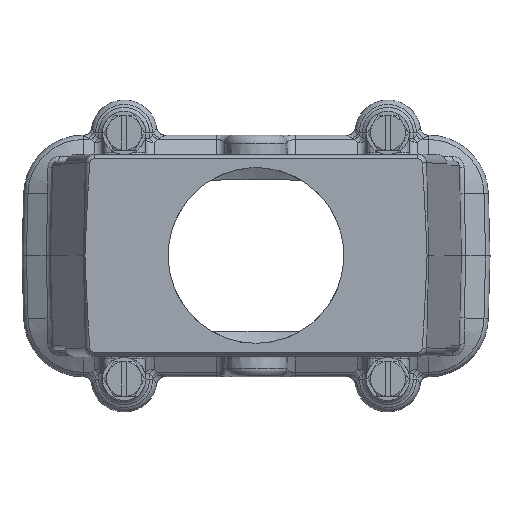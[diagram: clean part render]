
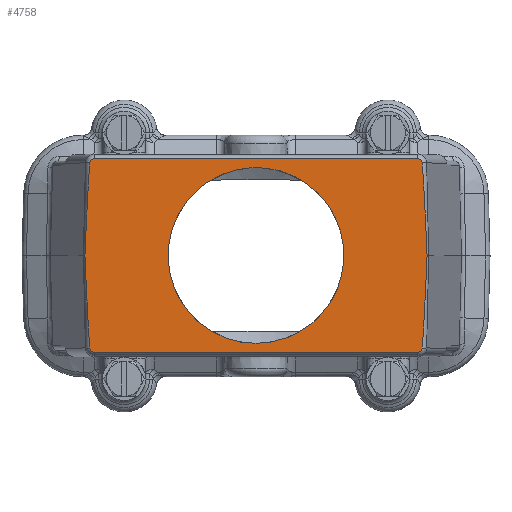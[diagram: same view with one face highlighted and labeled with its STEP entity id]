
A CAD part, top view. The second image highlights one B-rep face of the part: STEP entity #4758.
In plain terms, the highlighted planar face has unit normal (0, 0, 1).
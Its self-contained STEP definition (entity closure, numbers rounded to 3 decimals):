
#3878=ELLIPSE('',#16362,76.422,2.);
#3880=ELLIPSE('',#16365,76.422,2.);
#3882=ELLIPSE('',#16389,76.422,2.);
#3883=ELLIPSE('',#16391,76.422,2.);
#4041=FACE_BOUND('',#6319,.T.);
#4042=FACE_BOUND('',#6320,.T.);
#4758=ADVANCED_FACE('',(#4041,#4042),#5028,.T.);
#5028=PLANE('',#17279);
#6319=EDGE_LOOP('',(#9173));
#6320=EDGE_LOOP('',(#9174,#9175,#9176,#9177,#9178,#9179,#9180,#9181,#9182,
#9183));
#9173=ORIENTED_EDGE('',*,*,#11868,.F.);
#9174=ORIENTED_EDGE('',*,*,#10651,.T.);
#9175=ORIENTED_EDGE('',*,*,#10657,.F.);
#9176=ORIENTED_EDGE('',*,*,#10663,.F.);
#9177=ORIENTED_EDGE('',*,*,#10665,.F.);
#9178=ORIENTED_EDGE('',*,*,#10659,.F.);
#9179=ORIENTED_EDGE('',*,*,#10653,.F.);
#9180=ORIENTED_EDGE('',*,*,#10647,.F.);
#9181=ORIENTED_EDGE('',*,*,#10641,.F.);
#9182=ORIENTED_EDGE('',*,*,#10638,.F.);
#9183=ORIENTED_EDGE('',*,*,#10645,.T.);
#9666=VERTEX_POINT('',#21407);
#9668=VERTEX_POINT('',#21410);
#9670=VERTEX_POINT('',#21416);
#9672=VERTEX_POINT('',#21422);
#9674=VERTEX_POINT('',#21428);
#9676=VERTEX_POINT('',#21434);
#9678=VERTEX_POINT('',#21440);
#9680=VERTEX_POINT('',#21446);
#9682=VERTEX_POINT('',#21452);
#9684=VERTEX_POINT('',#21458);
#10362=VERTEX_POINT('',#30796);
#10638=EDGE_CURVE('',#9666,#9668,#3878,.T.);
#10641=EDGE_CURVE('',#9668,#9670,#3880,.T.);
#10645=EDGE_CURVE('',#9666,#9672,#12347,.T.);
#10647=EDGE_CURVE('',#9670,#9674,#12349,.T.);
#10651=EDGE_CURVE('',#9672,#9676,#13204,.T.);
#10653=EDGE_CURVE('',#9674,#9678,#13206,.T.);
#10657=EDGE_CURVE('',#9680,#9676,#12355,.T.);
#10659=EDGE_CURVE('',#9678,#9682,#12357,.T.);
#10663=EDGE_CURVE('',#9684,#9680,#3882,.T.);
#10665=EDGE_CURVE('',#9682,#9684,#3883,.T.);
#11868=EDGE_CURVE('',#10362,#10362,#12702,.T.);
#12347=CIRCLE('',#16369,1.);
#12349=CIRCLE('',#16372,1.);
#12355=CIRCLE('',#16381,1.);
#12357=CIRCLE('',#16384,1.);
#12702=CIRCLE('',#17278,20.);
#13204=LINE('',#21436,#14015);
#13206=LINE('',#21439,#14017);
#14015=VECTOR('',#17849,1.);
#14017=VECTOR('',#17853,1.);
#16362=AXIS2_PLACEMENT_3D('',#21409,#17817,#17818);
#16365=AXIS2_PLACEMENT_3D('',#21415,#17824,#17825);
#16369=AXIS2_PLACEMENT_3D('',#21424,#17833,#17834);
#16372=AXIS2_PLACEMENT_3D('',#21427,#17839,#17840);
#16381=AXIS2_PLACEMENT_3D('',#21448,#17861,#17862);
#16384=AXIS2_PLACEMENT_3D('',#21451,#17867,#17868);
#16389=AXIS2_PLACEMENT_3D('',#21460,#17877,#17878);
#16391=AXIS2_PLACEMENT_3D('',#21463,#17882,#17883);
#17278=AXIS2_PLACEMENT_3D('',#30795,#20238,#20239);
#17279=AXIS2_PLACEMENT_3D('',#30797,#20240,#20241);
#17817=DIRECTION('',(0.,0.,-1.));
#17818=DIRECTION('',(-0.022,1.,0.));
#17824=DIRECTION('',(0.,0.,-1.));
#17825=DIRECTION('',(0.022,1.,0.));
#17833=DIRECTION('',(0.,0.,1.));
#17834=DIRECTION('',(0.,-1.,0.));
#17839=DIRECTION('',(0.,0.,-1.));
#17840=DIRECTION('',(0.,-1.,0.));
#17849=DIRECTION('',(-1.,0.,0.));
#17853=DIRECTION('',(-1.,0.,0.));
#17861=DIRECTION('',(0.,0.,-1.));
#17862=DIRECTION('',(0.,-1.,0.));
#17867=DIRECTION('',(0.,0.,-1.));
#17868=DIRECTION('',(0.,-1.,0.));
#17877=DIRECTION('',(0.,0.,-1.));
#17878=DIRECTION('',(0.022,1.,0.));
#17882=DIRECTION('',(0.,0.,-1.));
#17883=DIRECTION('',(-0.022,1.,0.));
#20238=DIRECTION('',(0.,0.,1.));
#20239=DIRECTION('',(0.,-1.,0.));
#20240=DIRECTION('',(0.,0.,1.));
#20241=DIRECTION('',(0.,-1.,0.));
#21407=CARTESIAN_POINT('',(37.849,21.067,62.731));
#21409=CARTESIAN_POINT('',(38.305,-45.144,62.731));
#21410=CARTESIAN_POINT('',(38.927,0.,62.731));
#21415=CARTESIAN_POINT('',(38.305,45.144,62.731));
#21416=CARTESIAN_POINT('',(37.849,-21.067,62.731));
#21422=CARTESIAN_POINT('',(36.851,22.,62.731));
#21424=CARTESIAN_POINT('',(36.851,21.,62.731));
#21427=CARTESIAN_POINT('',(36.851,-21.,62.731));
#21428=CARTESIAN_POINT('',(36.851,-22.,62.731));
#21434=CARTESIAN_POINT('',(-36.851,22.,62.731));
#21436=CARTESIAN_POINT('',(40.,22.,62.731));
#21439=CARTESIAN_POINT('',(40.,-22.,62.731));
#21440=CARTESIAN_POINT('',(-36.851,-22.,62.731));
#21446=CARTESIAN_POINT('',(-37.849,21.067,62.731));
#21448=CARTESIAN_POINT('',(-36.851,21.,62.731));
#21451=CARTESIAN_POINT('',(-36.851,-21.,62.731));
#21452=CARTESIAN_POINT('',(-37.849,-21.067,62.731));
#21458=CARTESIAN_POINT('',(-38.927,0.,62.731));
#21460=CARTESIAN_POINT('',(-38.305,-45.144,62.731));
#21463=CARTESIAN_POINT('',(-38.305,45.144,62.731));
#30795=CARTESIAN_POINT('',(0.,0.,62.731));
#30796=CARTESIAN_POINT('',(0.,-20.,62.731));
#30797=CARTESIAN_POINT('',(40.,-22.,62.731));
